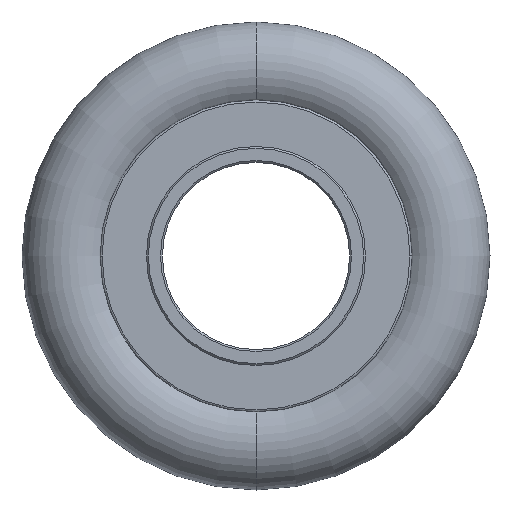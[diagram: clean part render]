
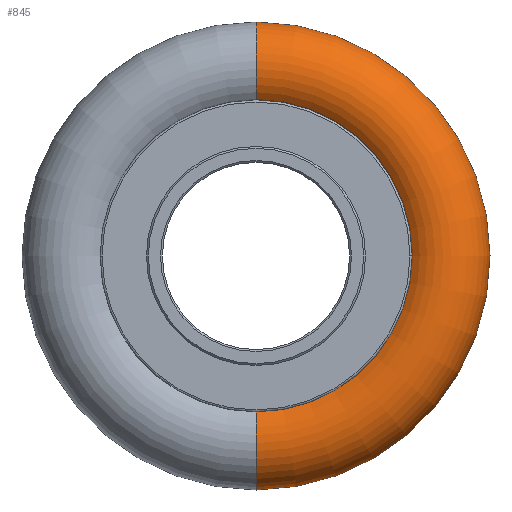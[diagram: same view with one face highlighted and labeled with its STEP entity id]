
A CAD part, front view. The second image highlights one B-rep face of the part: STEP entity #845.
In plain terms, the highlighted toroidal (fillet/blend) face has major radius 10 mm and minor radius 2.5 mm.
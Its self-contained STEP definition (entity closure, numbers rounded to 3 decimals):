
#10 = AXIS2_PLACEMENT_3D ( 'NONE', #239, #171, #570 ) ;
#21 = CIRCLE ( 'NONE', #457, 2.5 ) ;
#22 = DIRECTION ( 'NONE',  ( 0., 0., 1. ) ) ;
#27 = EDGE_CURVE ( 'NONE', #825, #435, #666, .T. ) ;
#91 = EDGE_CURVE ( 'NONE', #860, #825, #21, .T. ) ;
#115 = TOROIDAL_SURFACE ( 'NONE', #226, 10., 2.5 ) ;
#144 = CARTESIAN_POINT ( 'NONE',  ( 0., 0., -7.5 ) ) ;
#171 = DIRECTION ( 'NONE',  ( 1., 0., 0. ) ) ;
#226 = AXIS2_PLACEMENT_3D ( 'NONE', #498, #343, #426 ) ;
#239 = CARTESIAN_POINT ( 'NONE',  ( 0., 0., -10. ) ) ;
#343 = DIRECTION ( 'NONE',  ( 0., 1., 0. ) ) ;
#383 = DIRECTION ( 'NONE',  ( 0., 0., 1. ) ) ;
#397 = ORIENTED_EDGE ( 'NONE', *, *, #988, .T. ) ;
#405 = ORIENTED_EDGE ( 'NONE', *, *, #91, .F. ) ;
#412 = CARTESIAN_POINT ( 'NONE',  ( 0., 0., 10. ) ) ;
#426 = DIRECTION ( 'NONE',  ( 0., 0., 1. ) ) ;
#435 = VERTEX_POINT ( 'NONE', #831 ) ;
#446 = AXIS2_PLACEMENT_3D ( 'NONE', #962, #508, #591 ) ;
#457 = AXIS2_PLACEMENT_3D ( 'NONE', #412, #930, #22 ) ;
#498 = CARTESIAN_POINT ( 'NONE',  ( 0., 0., 0. ) ) ;
#508 = DIRECTION ( 'NONE',  ( 0., 1., 0. ) ) ;
#519 = VERTEX_POINT ( 'NONE', #144 ) ;
#550 = CARTESIAN_POINT ( 'NONE',  ( 0., 0., 0. ) ) ;
#570 = DIRECTION ( 'NONE',  ( 0., 0., -1. ) ) ;
#576 = CIRCLE ( 'NONE', #10, 2.5 ) ;
#590 = FACE_OUTER_BOUND ( 'NONE', #887, .T. ) ;
#591 = DIRECTION ( 'NONE',  ( 0., 0., 1. ) ) ;
#666 = CIRCLE ( 'NONE', #932, 12.5 ) ;
#825 = VERTEX_POINT ( 'NONE', #868 ) ;
#831 = CARTESIAN_POINT ( 'NONE',  ( 0., 0., -12.5 ) ) ;
#839 = ORIENTED_EDGE ( 'NONE', *, *, #863, .T. ) ;
#844 = CIRCLE ( 'NONE', #446, 7.5 ) ;
#845 = ADVANCED_FACE ( 'NONE', ( #590 ), #115, .T. ) ;
#851 = ORIENTED_EDGE ( 'NONE', *, *, #27, .F. ) ;
#852 = DIRECTION ( 'NONE',  ( 0., 1., 0. ) ) ;
#860 = VERTEX_POINT ( 'NONE', #960 ) ;
#863 = EDGE_CURVE ( 'NONE', #860, #519, #844, .T. ) ;
#868 = CARTESIAN_POINT ( 'NONE',  ( 0., 0., 12.5 ) ) ;
#887 = EDGE_LOOP ( 'NONE', ( #851, #405, #839, #397 ) ) ;
#930 = DIRECTION ( 'NONE',  ( -1., 0., 0. ) ) ;
#932 = AXIS2_PLACEMENT_3D ( 'NONE', #550, #852, #383 ) ;
#960 = CARTESIAN_POINT ( 'NONE',  ( 0., 0., 7.5 ) ) ;
#962 = CARTESIAN_POINT ( 'NONE',  ( 0., 0., 0. ) ) ;
#988 = EDGE_CURVE ( 'NONE', #519, #435, #576, .T. ) ;
